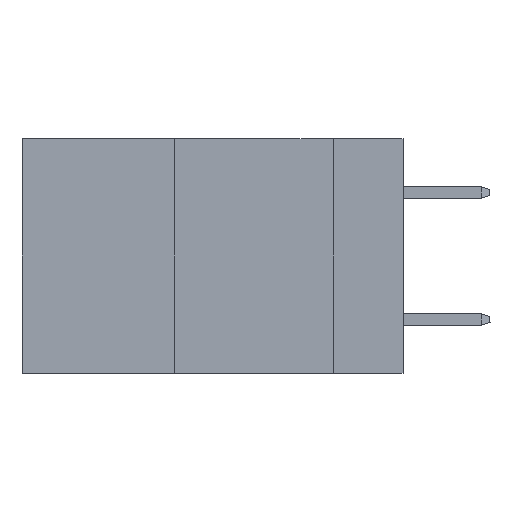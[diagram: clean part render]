
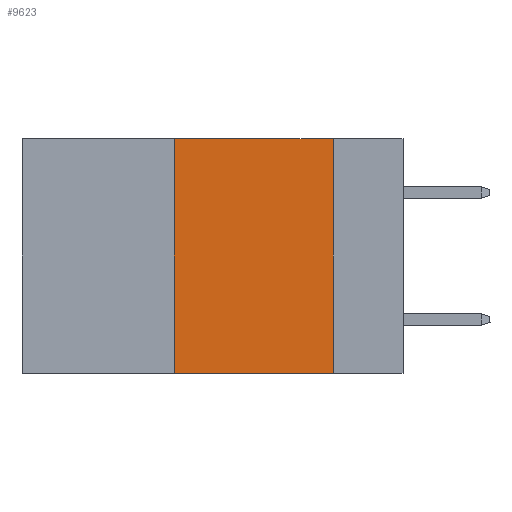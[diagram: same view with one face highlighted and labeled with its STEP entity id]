
A CAD part, left-side view. The second image highlights one B-rep face of the part: STEP entity #9623.
In plain terms, the highlighted planar face has unit normal (-1, 0, 0).
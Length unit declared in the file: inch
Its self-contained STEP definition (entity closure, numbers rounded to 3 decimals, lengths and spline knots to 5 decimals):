
#1109 = VERTEX_POINT ( 'NONE', #2392 ) ;
#1426 = EDGE_LOOP ( 'NONE', ( #19107, #10851, #5770, #12986 ) ) ;
#2059 = LINE ( 'NONE', #13061, #15003 ) ;
#2316 = EDGE_CURVE ( 'NONE', #1109, #19801, #17476, .T. ) ;
#2392 = CARTESIAN_POINT ( 'NONE',  ( 0., 0.36, 0. ) ) ;
#3188 = EDGE_CURVE ( 'NONE', #19801, #21297, #20883, .T. ) ;
#3847 = DIRECTION ( 'NONE',  ( 1., 0., 0. ) ) ;
#4637 = CARTESIAN_POINT ( 'NONE',  ( 0., 0.11, 0. ) ) ;
#4884 = CARTESIAN_POINT ( 'NONE',  ( 0., 0.36, 0. ) ) ;
#5531 = DIRECTION ( 'NONE',  ( 0., 0., -1. ) ) ;
#5753 = DIRECTION ( 'NONE',  ( 0., -1., 0. ) ) ;
#5770 = ORIENTED_EDGE ( 'NONE', *, *, #18966, .F. ) ;
#6031 = VECTOR ( 'NONE', #11860, 39.37008 ) ;
#6196 = CARTESIAN_POINT ( 'NONE',  ( 0., 0.11, -0.37 ) ) ;
#8485 = CARTESIAN_POINT ( 'NONE',  ( 0., 0.6, 0. ) ) ;
#9519 = FACE_OUTER_BOUND ( 'NONE', #1426, .T. ) ;
#9623 = ADVANCED_FACE ( 'NONE', ( #9519 ), #21993, .F. ) ;
#10734 = VECTOR ( 'NONE', #12095, 39.37008 ) ;
#10851 = ORIENTED_EDGE ( 'NONE', *, *, #2316, .F. ) ;
#11860 = DIRECTION ( 'NONE',  ( 0., 0., -1. ) ) ;
#12095 = DIRECTION ( 'NONE',  ( 0., 0., 1. ) ) ;
#12499 = DIRECTION ( 'NONE',  ( 0., -1., 0. ) ) ;
#12986 = ORIENTED_EDGE ( 'NONE', *, *, #22588, .T. ) ;
#13061 = CARTESIAN_POINT ( 'NONE',  ( 0., 0.6, -0.37 ) ) ;
#14202 = AXIS2_PLACEMENT_3D ( 'NONE', #16246, #3847, #5531 ) ;
#15003 = VECTOR ( 'NONE', #5753, 39.37008 ) ;
#15092 = VECTOR ( 'NONE', #12499, 39.37008 ) ;
#15540 = CARTESIAN_POINT ( 'NONE',  ( 0., 0.11, 0. ) ) ;
#15617 = LINE ( 'NONE', #4884, #10734 ) ;
#16246 = CARTESIAN_POINT ( 'NONE',  ( 0., 0.6, 0. ) ) ;
#17128 = VERTEX_POINT ( 'NONE', #23032 ) ;
#17476 = LINE ( 'NONE', #8485, #15092 ) ;
#18966 = EDGE_CURVE ( 'NONE', #17128, #1109, #15617, .T. ) ;
#19107 = ORIENTED_EDGE ( 'NONE', *, *, #3188, .F. ) ;
#19801 = VERTEX_POINT ( 'NONE', #15540 ) ;
#20883 = LINE ( 'NONE', #4637, #6031 ) ;
#21297 = VERTEX_POINT ( 'NONE', #6196 ) ;
#21993 = PLANE ( 'NONE',  #14202 ) ;
#22588 = EDGE_CURVE ( 'NONE', #17128, #21297, #2059, .T. ) ;
#23032 = CARTESIAN_POINT ( 'NONE',  ( 0., 0.36, -0.37 ) ) ;
